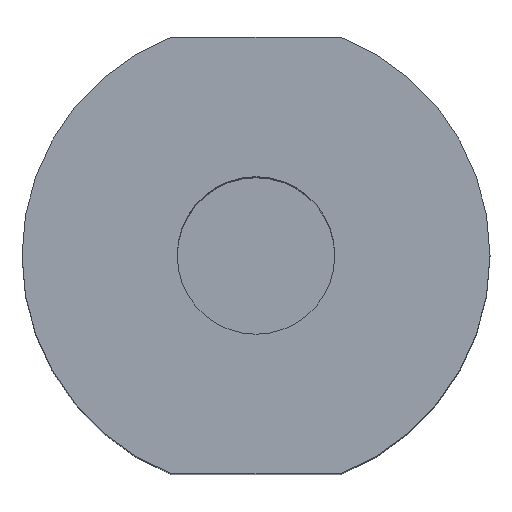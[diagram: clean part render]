
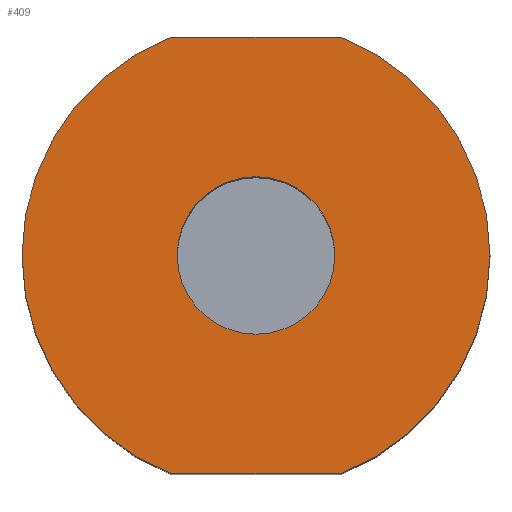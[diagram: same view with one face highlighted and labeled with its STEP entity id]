
A CAD part, top view. The second image highlights one B-rep face of the part: STEP entity #409.
In plain terms, the highlighted planar face has unit normal (0, 0, 1).
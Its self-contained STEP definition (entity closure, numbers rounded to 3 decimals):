
#44=FACE_BOUND('',#101,.T.);
#51=PLANE('',#459);
#69=FACE_OUTER_BOUND('',#100,.T.);
#100=EDGE_LOOP('',(#339,#340,#341,#342));
#101=EDGE_LOOP('',(#343));
#115=LINE('',#687,#137);
#128=LINE('',#918,#150);
#137=VECTOR('',#505,10.);
#150=VECTOR('',#550,10.);
#169=CIRCLE('',#460,7.5);
#170=CIRCLE('',#461,7.5);
#171=CIRCLE('',#462,2.525);
#187=VERTEX_POINT('',#685);
#188=VERTEX_POINT('',#686);
#209=VERTEX_POINT('',#915);
#210=VERTEX_POINT('',#917);
#211=VERTEX_POINT('',#923);
#227=EDGE_CURVE('',#187,#188,#115,.T.);
#257=EDGE_CURVE('',#210,#209,#128,.T.);
#259=EDGE_CURVE('',#209,#187,#169,.T.);
#260=EDGE_CURVE('',#188,#210,#170,.T.);
#261=EDGE_CURVE('',#211,#211,#171,.T.);
#339=ORIENTED_EDGE('',*,*,#257,.T.);
#340=ORIENTED_EDGE('',*,*,#259,.T.);
#341=ORIENTED_EDGE('',*,*,#227,.T.);
#342=ORIENTED_EDGE('',*,*,#260,.T.);
#343=ORIENTED_EDGE('',*,*,#261,.T.);
#409=ADVANCED_FACE('',(#69,#44),#51,.T.);
#459=AXIS2_PLACEMENT_3D('',#920,#552,#553);
#460=AXIS2_PLACEMENT_3D('',#921,#554,#555);
#461=AXIS2_PLACEMENT_3D('',#922,#556,#557);
#462=AXIS2_PLACEMENT_3D('',#924,#558,#559);
#505=DIRECTION('',(-1.,0.,0.));
#550=DIRECTION('',(1.,0.,0.));
#552=DIRECTION('center_axis',(0.,0.,1.));
#553=DIRECTION('ref_axis',(1.,0.,0.));
#554=DIRECTION('center_axis',(0.,0.,1.));
#555=DIRECTION('ref_axis',(1.,0.,0.));
#556=DIRECTION('center_axis',(0.,0.,1.));
#557=DIRECTION('ref_axis',(1.,0.,0.));
#558=DIRECTION('center_axis',(0.,0.,-1.));
#559=DIRECTION('ref_axis',(1.,0.,0.));
#685=CARTESIAN_POINT('',(2.693,7.,-2.881));
#686=CARTESIAN_POINT('',(-2.693,7.,-2.881));
#687=CARTESIAN_POINT('',(1.346,7.,-2.881));
#915=CARTESIAN_POINT('',(2.693,-7.,-2.881));
#917=CARTESIAN_POINT('',(-2.693,-7.,-2.881));
#918=CARTESIAN_POINT('',(-1.346,-7.,-2.881));
#920=CARTESIAN_POINT('Origin',(0.,0.,-2.881));
#921=CARTESIAN_POINT('Origin',(0.,0.,-2.881));
#922=CARTESIAN_POINT('Origin',(0.,0.,-2.881));
#923=CARTESIAN_POINT('',(-2.525,0.,-2.881));
#924=CARTESIAN_POINT('Origin',(0.,0.,-2.881));
